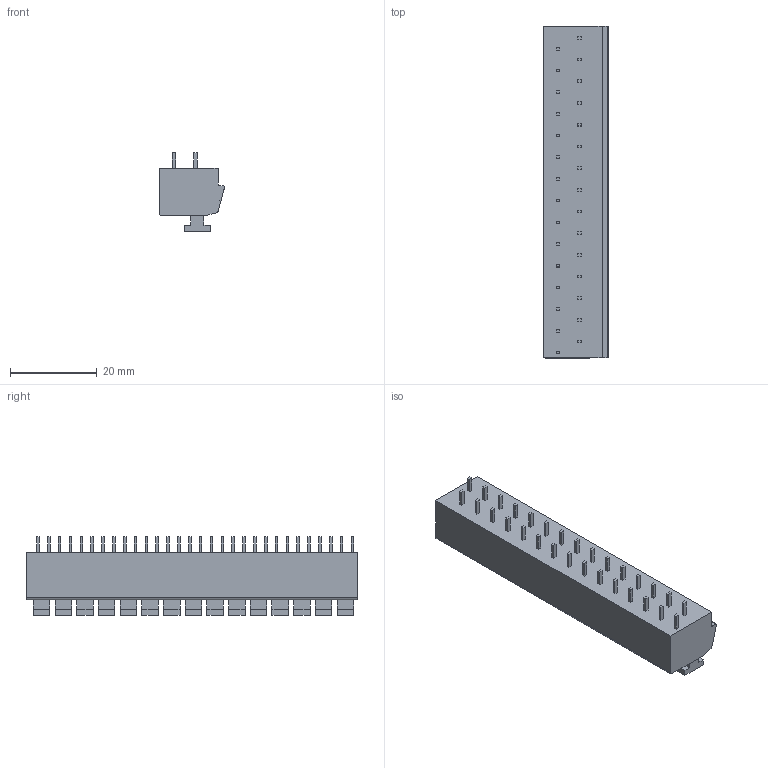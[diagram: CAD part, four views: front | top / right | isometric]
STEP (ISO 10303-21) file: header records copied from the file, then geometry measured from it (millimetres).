
FILE_DESCRIPTION((''),'2;1');
FILE_NAME('PRT0001','2024-09-29T09:26:37',('tluser'),(''),'CREO PARAMETRIC BY PTC INC, 2018100','CREO PARAMETRIC BY PTC INC, 2018100','');
FILE_SCHEMA(('CONFIG_CONTROL_DESIGN'));
Length unit declared in the file: millimetre
Products named in the file (1): PRT0001
Bounding box: 15 x 76.5 x 18.1 mm (x, y, z)
Volume: 11555.5 mm3; surface area: 6321.6 mm2
Topology: 1 solids, 1 shells, 584 faces, 1506 edges, 984 vertices
Faces by surface type: plane 490, bspline 60, cylinder 34
Entity records: 20326 total; most frequent: CARTESIAN_POINT 6884, ORIENTED_EDGE 3012, DIRECTION 2232, EDGE_CURVE 1506, VECTOR 1168, LINE 1168, VERTEX_POINT 984, EDGE_LOOP 644
